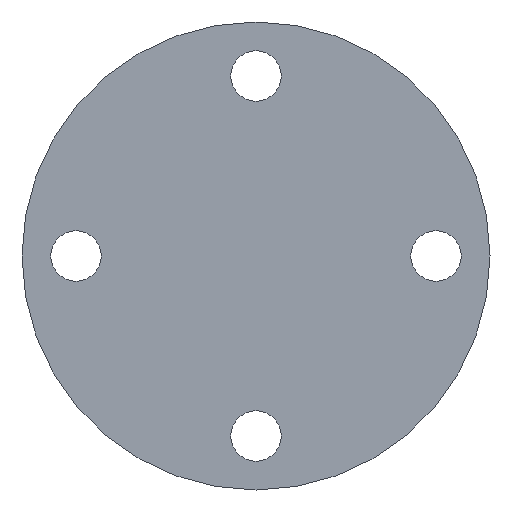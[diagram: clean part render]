
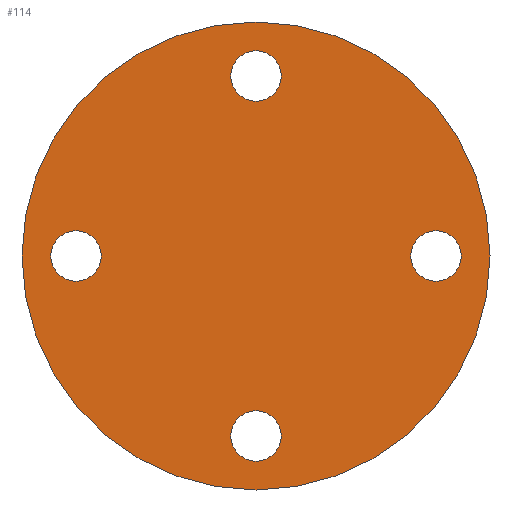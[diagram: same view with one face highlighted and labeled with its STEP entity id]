
A CAD part, front view. The second image highlights one B-rep face of the part: STEP entity #114.
In plain terms, the highlighted planar face has unit normal (0, -1, 0).
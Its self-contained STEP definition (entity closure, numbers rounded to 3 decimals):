
#9 = DIRECTION ( 'NONE',  ( 0., 0., 1. ) ) ;
#10 = VERTEX_POINT ( 'NONE', #311 ) ;
#23 = CARTESIAN_POINT ( 'NONE',  ( 0., 0., 0. ) ) ;
#32 = EDGE_CURVE ( 'NONE', #10, #265, #190, .T. ) ;
#33 = CARTESIAN_POINT ( 'NONE',  ( 0., 0., 0. ) ) ;
#34 = DIRECTION ( 'NONE',  ( 0., 1., 0. ) ) ;
#44 = VERTEX_POINT ( 'NONE', #169 ) ;
#45 = CARTESIAN_POINT ( 'NONE',  ( -50., 0., 0. ) ) ;
#56 = EDGE_CURVE ( 'NONE', #325, #44, #295, .T. ) ;
#65 = DIRECTION ( 'NONE',  ( -1., 0., 0. ) ) ;
#80 = DIRECTION ( 'NONE',  ( 0., 1., 0. ) ) ;
#82 = AXIS2_PLACEMENT_3D ( 'NONE', #249, #142, #259 ) ;
#88 = EDGE_LOOP ( 'NONE', ( #300, #292 ) ) ;
#91 = CIRCLE ( 'NONE', #129, 7. ) ;
#94 = CARTESIAN_POINT ( 'NONE',  ( 0., 0., -50. ) ) ;
#106 = CIRCLE ( 'NONE', #137, 7. ) ;
#110 = VERTEX_POINT ( 'NONE', #409 ) ;
#111 = CIRCLE ( 'NONE', #82, 7. ) ;
#114 = ADVANCED_FACE ( 'NONE', ( #146, #411, #220, #183, #196 ), #334, .F. ) ;
#120 = CARTESIAN_POINT ( 'NONE',  ( 0., 0., 57. ) ) ;
#128 = ORIENTED_EDGE ( 'NONE', *, *, #348, .F. ) ;
#129 = AXIS2_PLACEMENT_3D ( 'NONE', #368, #350, #185 ) ;
#133 = ORIENTED_EDGE ( 'NONE', *, *, #32, .F. ) ;
#137 = AXIS2_PLACEMENT_3D ( 'NONE', #94, #80, #9 ) ;
#141 = EDGE_CURVE ( 'NONE', #404, #110, #284, .T. ) ;
#142 = DIRECTION ( 'NONE',  ( 0., 1., 0. ) ) ;
#145 = AXIS2_PLACEMENT_3D ( 'NONE', #323, #251, #248 ) ;
#146 = FACE_BOUND ( 'NONE', #267, .T. ) ;
#152 = EDGE_CURVE ( 'NONE', #336, #187, #91, .T. ) ;
#157 = EDGE_LOOP ( 'NONE', ( #133, #128 ) ) ;
#168 = DIRECTION ( 'NONE',  ( 0., 1., 0. ) ) ;
#169 = CARTESIAN_POINT ( 'NONE',  ( 43., 0., 0. ) ) ;
#171 = AXIS2_PLACEMENT_3D ( 'NONE', #212, #34, #186 ) ;
#175 = DIRECTION ( 'NONE',  ( 0., 1., 0. ) ) ;
#182 = EDGE_CURVE ( 'NONE', #44, #325, #443, .T. ) ;
#183 = FACE_BOUND ( 'NONE', #305, .T. ) ;
#185 = DIRECTION ( 'NONE',  ( 0., 0., -1. ) ) ;
#186 = DIRECTION ( 'NONE',  ( 1., 0., 0. ) ) ;
#187 = VERTEX_POINT ( 'NONE', #120 ) ;
#190 = CIRCLE ( 'NONE', #210, 65. ) ;
#194 = DIRECTION ( 'NONE',  ( 0., 0., 1. ) ) ;
#196 = FACE_OUTER_BOUND ( 'NONE', #157, .T. ) ;
#205 = CIRCLE ( 'NONE', #145, 7. ) ;
#210 = AXIS2_PLACEMENT_3D ( 'NONE', #423, #231, #194 ) ;
#212 = CARTESIAN_POINT ( 'NONE',  ( -50., 0., 0. ) ) ;
#213 = ORIENTED_EDGE ( 'NONE', *, *, #141, .T. ) ;
#215 = EDGE_CURVE ( 'NONE', #455, #303, #106, .T. ) ;
#216 = CARTESIAN_POINT ( 'NONE',  ( 50., 0., 0. ) ) ;
#218 = CARTESIAN_POINT ( 'NONE',  ( 0., 0., -57. ) ) ;
#220 = FACE_BOUND ( 'NONE', #88, .T. ) ;
#231 = DIRECTION ( 'NONE',  ( 0., 1., 0. ) ) ;
#247 = CARTESIAN_POINT ( 'NONE',  ( 0., 0., 65. ) ) ;
#248 = DIRECTION ( 'NONE',  ( 0., 0., -1. ) ) ;
#249 = CARTESIAN_POINT ( 'NONE',  ( 0., 0., -50. ) ) ;
#251 = DIRECTION ( 'NONE',  ( 0., 1., 0. ) ) ;
#254 = EDGE_LOOP ( 'NONE', ( #309, #433 ) ) ;
#257 = AXIS2_PLACEMENT_3D ( 'NONE', #33, #175, #327 ) ;
#259 = DIRECTION ( 'NONE',  ( 0., 0., 1. ) ) ;
#265 = VERTEX_POINT ( 'NONE', #247 ) ;
#267 = EDGE_LOOP ( 'NONE', ( #213, #437 ) ) ;
#270 = ORIENTED_EDGE ( 'NONE', *, *, #215, .T. ) ;
#272 = ORIENTED_EDGE ( 'NONE', *, *, #467, .T. ) ;
#284 = CIRCLE ( 'NONE', #364, 7. ) ;
#292 = ORIENTED_EDGE ( 'NONE', *, *, #56, .T. ) ;
#293 = DIRECTION ( 'NONE',  ( 0., 1., 0. ) ) ;
#295 = CIRCLE ( 'NONE', #444, 7. ) ;
#300 = ORIENTED_EDGE ( 'NONE', *, *, #182, .T. ) ;
#301 = DIRECTION ( 'NONE',  ( 0., 1., 0. ) ) ;
#303 = VERTEX_POINT ( 'NONE', #218 ) ;
#305 = EDGE_LOOP ( 'NONE', ( #270, #272 ) ) ;
#306 = EDGE_CURVE ( 'NONE', #187, #336, #205, .T. ) ;
#309 = ORIENTED_EDGE ( 'NONE', *, *, #152, .T. ) ;
#311 = CARTESIAN_POINT ( 'NONE',  ( 0., 0., -65. ) ) ;
#320 = CIRCLE ( 'NONE', #171, 7. ) ;
#323 = CARTESIAN_POINT ( 'NONE',  ( 0., 0., 50. ) ) ;
#325 = VERTEX_POINT ( 'NONE', #363 ) ;
#327 = DIRECTION ( 'NONE',  ( 0., 0., 1. ) ) ;
#334 = PLANE ( 'NONE',  #382 ) ;
#336 = VERTEX_POINT ( 'NONE', #438 ) ;
#337 = DIRECTION ( 'NONE',  ( -1., 0., 0. ) ) ;
#338 = CARTESIAN_POINT ( 'NONE',  ( -43., 0., 0. ) ) ;
#345 = CARTESIAN_POINT ( 'NONE',  ( 0., 0., -43. ) ) ;
#348 = EDGE_CURVE ( 'NONE', #265, #10, #383, .T. ) ;
#350 = DIRECTION ( 'NONE',  ( 0., 1., 0. ) ) ;
#360 = EDGE_CURVE ( 'NONE', #110, #404, #320, .T. ) ;
#363 = CARTESIAN_POINT ( 'NONE',  ( 57., 0., 0. ) ) ;
#364 = AXIS2_PLACEMENT_3D ( 'NONE', #45, #452, #446 ) ;
#368 = CARTESIAN_POINT ( 'NONE',  ( 0., 0., 50. ) ) ;
#373 = AXIS2_PLACEMENT_3D ( 'NONE', #216, #301, #337 ) ;
#382 = AXIS2_PLACEMENT_3D ( 'NONE', #23, #293, #388 ) ;
#383 = CIRCLE ( 'NONE', #257, 65. ) ;
#388 = DIRECTION ( 'NONE',  ( 0., 0., 1. ) ) ;
#404 = VERTEX_POINT ( 'NONE', #338 ) ;
#409 = CARTESIAN_POINT ( 'NONE',  ( -57., 0., 0. ) ) ;
#411 = FACE_BOUND ( 'NONE', #254, .T. ) ;
#423 = CARTESIAN_POINT ( 'NONE',  ( 0., 0., 0. ) ) ;
#433 = ORIENTED_EDGE ( 'NONE', *, *, #306, .T. ) ;
#437 = ORIENTED_EDGE ( 'NONE', *, *, #360, .T. ) ;
#438 = CARTESIAN_POINT ( 'NONE',  ( 0., 0., 43. ) ) ;
#443 = CIRCLE ( 'NONE', #373, 7. ) ;
#444 = AXIS2_PLACEMENT_3D ( 'NONE', #466, #168, #65 ) ;
#446 = DIRECTION ( 'NONE',  ( 1., 0., 0. ) ) ;
#452 = DIRECTION ( 'NONE',  ( 0., 1., 0. ) ) ;
#455 = VERTEX_POINT ( 'NONE', #345 ) ;
#466 = CARTESIAN_POINT ( 'NONE',  ( 50., 0., 0. ) ) ;
#467 = EDGE_CURVE ( 'NONE', #303, #455, #111, .T. ) ;
